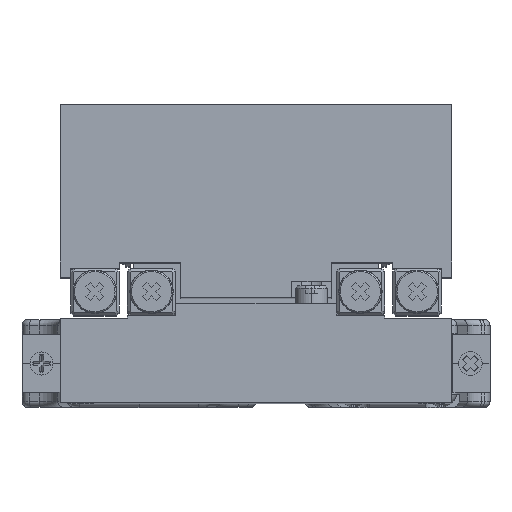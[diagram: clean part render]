
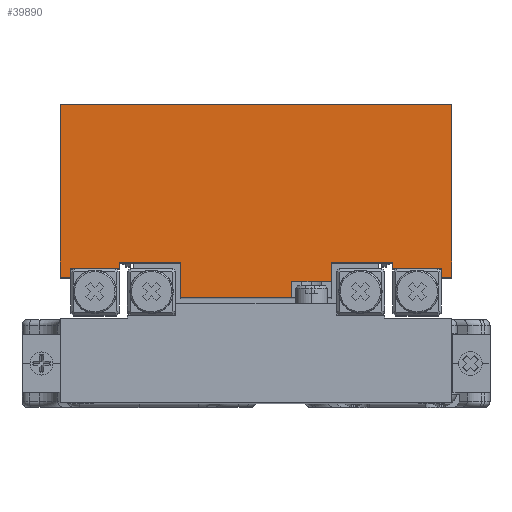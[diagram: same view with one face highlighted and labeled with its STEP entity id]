
A CAD part, top view. The second image highlights one B-rep face of the part: STEP entity #39890.
In plain terms, the highlighted planar face has unit normal (0, 0, 1).
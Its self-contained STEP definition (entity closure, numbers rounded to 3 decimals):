
#96 = VECTOR ( 'NONE', #14205, 1000. ) ;
#114 = CARTESIAN_POINT ( 'NONE',  ( -31.7, -1., 50. ) ) ;
#328 = VERTEX_POINT ( 'NONE', #10457 ) ;
#379 = ORIENTED_EDGE ( 'NONE', *, *, #13747, .T. ) ;
#414 = VERTEX_POINT ( 'NONE', #1033 ) ;
#571 = ORIENTED_EDGE ( 'NONE', *, *, #31528, .F. ) ;
#1033 = CARTESIAN_POINT ( 'NONE',  ( -23.4, 0., 50. ) ) ;
#2826 = DIRECTION ( 'NONE',  ( 1., 0., 0. ) ) ;
#2883 = DIRECTION ( 'NONE',  ( 1., 0., 0. ) ) ;
#3392 = VERTEX_POINT ( 'NONE', #24740 ) ;
#3794 = VECTOR ( 'NONE', #10109, 1000. ) ;
#4135 = EDGE_CURVE ( 'NONE', #19139, #42533, #6627, .T. ) ;
#4456 = VERTEX_POINT ( 'NONE', #8870 ) ;
#4966 = VECTOR ( 'NONE', #21058, 1000. ) ;
#5504 = FACE_OUTER_BOUND ( 'NONE', #24293, .T. ) ;
#5705 = VECTOR ( 'NONE', #25818, 1000. ) ;
#6104 = EDGE_CURVE ( 'NONE', #4456, #37393, #8505, .T. ) ;
#6309 = CARTESIAN_POINT ( 'NONE',  ( -33.5, -1., 50. ) ) ;
#6311 = CARTESIAN_POINT ( 'NONE',  ( 33.5, 27., 50. ) ) ;
#6627 = LINE ( 'NONE', #7016, #38335 ) ;
#6645 = CARTESIAN_POINT ( 'NONE',  ( 33.5, -2.5, 50. ) ) ;
#6788 = LINE ( 'NONE', #27921, #96 ) ;
#6942 = EDGE_CURVE ( 'NONE', #33696, #18480, #18863, .T. ) ;
#7016 = CARTESIAN_POINT ( 'NONE',  ( -31.7, -1., 50. ) ) ;
#7032 = LINE ( 'NONE', #11040, #4966 ) ;
#7105 = ORIENTED_EDGE ( 'NONE', *, *, #6104, .T. ) ;
#7275 = LINE ( 'NONE', #6311, #41543 ) ;
#7713 = EDGE_CURVE ( 'NONE', #37393, #19139, #6788, .T. ) ;
#7976 = DIRECTION ( 'NONE',  ( 1., 0., 0. ) ) ;
#8013 = EDGE_CURVE ( 'NONE', #24601, #40384, #7275, .T. ) ;
#8120 = CARTESIAN_POINT ( 'NONE',  ( 12.9, -6., 50. ) ) ;
#8422 = VERTEX_POINT ( 'NONE', #25781 ) ;
#8505 = LINE ( 'NONE', #33469, #10114 ) ;
#8520 = VERTEX_POINT ( 'NONE', #30044 ) ;
#8537 = LINE ( 'NONE', #34681, #9090 ) ;
#8870 = CARTESIAN_POINT ( 'NONE',  ( -33.5, 27., 50. ) ) ;
#8973 = VECTOR ( 'NONE', #42304, 1000. ) ;
#9090 = VECTOR ( 'NONE', #7976, 1000. ) ;
#9277 = DIRECTION ( 'NONE',  ( 1., 0., 0. ) ) ;
#9683 = EDGE_CURVE ( 'NONE', #414, #22457, #14503, .T. ) ;
#10109 = DIRECTION ( 'NONE',  ( 0., 1., 0. ) ) ;
#10114 = VECTOR ( 'NONE', #29674, 1000. ) ;
#10118 = DIRECTION ( 'NONE',  ( 0., -1., 0. ) ) ;
#10230 = DIRECTION ( 'NONE',  ( 0., 1., 0. ) ) ;
#10395 = LINE ( 'NONE', #41048, #5705 ) ;
#10457 = CARTESIAN_POINT ( 'NONE',  ( 31.7, -2.5, 50. ) ) ;
#10750 = ORIENTED_EDGE ( 'NONE', *, *, #23851, .T. ) ;
#11040 = CARTESIAN_POINT ( 'NONE',  ( -12.9, 0., 50. ) ) ;
#12310 = CARTESIAN_POINT ( 'NONE',  ( -12.9, -6., 50. ) ) ;
#12914 = ORIENTED_EDGE ( 'NONE', *, *, #23812, .T. ) ;
#13090 = LINE ( 'NONE', #36255, #30731 ) ;
#13132 = LINE ( 'NONE', #35396, #24556 ) ;
#13747 = EDGE_CURVE ( 'NONE', #19969, #3392, #16289, .T. ) ;
#13996 = DIRECTION ( 'NONE',  ( 0., -1., 0. ) ) ;
#14205 = DIRECTION ( 'NONE',  ( 1., 0., 0. ) ) ;
#14294 = ORIENTED_EDGE ( 'NONE', *, *, #8013, .F. ) ;
#14503 = LINE ( 'NONE', #42033, #25905 ) ;
#16017 = DIRECTION ( 'NONE',  ( 0., 0., -1. ) ) ;
#16092 = VECTOR ( 'NONE', #39916, 1000. ) ;
#16289 = LINE ( 'NONE', #25853, #32932 ) ;
#16295 = EDGE_CURVE ( 'NONE', #30661, #8520, #13090, .T. ) ;
#16520 = VECTOR ( 'NONE', #2826, 1000. ) ;
#16946 = ORIENTED_EDGE ( 'NONE', *, *, #40564, .T. ) ;
#17139 = ORIENTED_EDGE ( 'NONE', *, *, #35912, .T. ) ;
#17245 = ORIENTED_EDGE ( 'NONE', *, *, #18061, .F. ) ;
#17713 = ORIENTED_EDGE ( 'NONE', *, *, #36295, .T. ) ;
#18061 = EDGE_CURVE ( 'NONE', #18480, #20672, #10395, .T. ) ;
#18263 = ORIENTED_EDGE ( 'NONE', *, *, #4135, .T. ) ;
#18388 = EDGE_CURVE ( 'NONE', #35333, #20672, #37373, .T. ) ;
#18480 = VERTEX_POINT ( 'NONE', #33138 ) ;
#18648 = DIRECTION ( 'NONE',  ( -1., 0., 0. ) ) ;
#18863 = LINE ( 'NONE', #22799, #8973 ) ;
#19139 = VERTEX_POINT ( 'NONE', #30760 ) ;
#19221 = PLANE ( 'NONE',  #37723 ) ;
#19451 = DIRECTION ( 'NONE',  ( 1., 0., 0. ) ) ;
#19581 = ORIENTED_EDGE ( 'NONE', *, *, #7713, .T. ) ;
#19719 = ORIENTED_EDGE ( 'NONE', *, *, #16295, .T. ) ;
#19969 = VERTEX_POINT ( 'NONE', #25702 ) ;
#20061 = DIRECTION ( 'NONE',  ( 1., 0., 0. ) ) ;
#20139 = CARTESIAN_POINT ( 'NONE',  ( -23.4, 0., 50. ) ) ;
#20530 = ORIENTED_EDGE ( 'NONE', *, *, #28332, .T. ) ;
#20672 = VERTEX_POINT ( 'NONE', #33425 ) ;
#20948 = CARTESIAN_POINT ( 'NONE',  ( 23.4, 0., 50. ) ) ;
#21058 = DIRECTION ( 'NONE',  ( 0., -1., 0. ) ) ;
#21340 = ORIENTED_EDGE ( 'NONE', *, *, #18388, .T. ) ;
#22457 = VERTEX_POINT ( 'NONE', #27691 ) ;
#22799 = CARTESIAN_POINT ( 'NONE',  ( 6.1, -3.25, 50. ) ) ;
#23812 = EDGE_CURVE ( 'NONE', #3392, #30661, #30370, .T. ) ;
#23851 = EDGE_CURVE ( 'NONE', #328, #40384, #8537, .T. ) ;
#24293 = EDGE_LOOP ( 'NONE', ( #17245, #34966, #40898, #379, #12914, #19719, #17713, #10750, #14294, #571, #7105, #19581, #18263, #20530, #17139, #29006, #16946, #21340 ) ) ;
#24556 = VECTOR ( 'NONE', #25447, 1000. ) ;
#24601 = VERTEX_POINT ( 'NONE', #41279 ) ;
#24740 = CARTESIAN_POINT ( 'NONE',  ( 23.4, 0., 50. ) ) ;
#25069 = LINE ( 'NONE', #32416, #25613 ) ;
#25447 = DIRECTION ( 'NONE',  ( 0., -1., 0. ) ) ;
#25613 = VECTOR ( 'NONE', #2883, 1000. ) ;
#25630 = CARTESIAN_POINT ( 'NONE',  ( -33.5, -2.5, 50. ) ) ;
#25702 = CARTESIAN_POINT ( 'NONE',  ( 12.9, 0., 50. ) ) ;
#25781 = CARTESIAN_POINT ( 'NONE',  ( -23.4, -1., 50. ) ) ;
#25818 = DIRECTION ( 'NONE',  ( 0., -1., 0. ) ) ;
#25853 = CARTESIAN_POINT ( 'NONE',  ( -33.5, 0., 50. ) ) ;
#25905 = VECTOR ( 'NONE', #19451, 1000. ) ;
#27691 = CARTESIAN_POINT ( 'NONE',  ( -12.9, 0., 50. ) ) ;
#27921 = CARTESIAN_POINT ( 'NONE',  ( -33.5, -2.5, 50. ) ) ;
#28281 = VECTOR ( 'NONE', #13996, 1000. ) ;
#28332 = EDGE_CURVE ( 'NONE', #42533, #8422, #34168, .T. ) ;
#29006 = ORIENTED_EDGE ( 'NONE', *, *, #9683, .T. ) ;
#29219 = CARTESIAN_POINT ( 'NONE',  ( -12.9, -6., 50. ) ) ;
#29674 = DIRECTION ( 'NONE',  ( 0., -1., 0. ) ) ;
#30044 = CARTESIAN_POINT ( 'NONE',  ( 31.7, -1., 50. ) ) ;
#30370 = LINE ( 'NONE', #20948, #28281 ) ;
#30661 = VERTEX_POINT ( 'NONE', #38571 ) ;
#30731 = VECTOR ( 'NONE', #20061, 1000. ) ;
#30760 = CARTESIAN_POINT ( 'NONE',  ( -31.7, -2.5, 50. ) ) ;
#31528 = EDGE_CURVE ( 'NONE', #4456, #24601, #25069, .T. ) ;
#32416 = CARTESIAN_POINT ( 'NONE',  ( -33.5, 27., 50. ) ) ;
#32584 = CARTESIAN_POINT ( 'NONE',  ( -33.5, 27., 50. ) ) ;
#32932 = VECTOR ( 'NONE', #9277, 1000. ) ;
#33063 = LINE ( 'NONE', #8120, #39284 ) ;
#33138 = CARTESIAN_POINT ( 'NONE',  ( 6.1, -3.25, 50. ) ) ;
#33425 = CARTESIAN_POINT ( 'NONE',  ( 6.1, -6., 50. ) ) ;
#33469 = CARTESIAN_POINT ( 'NONE',  ( -33.5, 27., 50. ) ) ;
#33696 = VERTEX_POINT ( 'NONE', #36870 ) ;
#34168 = LINE ( 'NONE', #6309, #16520 ) ;
#34436 = DIRECTION ( 'NONE',  ( 0., 1., 0. ) ) ;
#34681 = CARTESIAN_POINT ( 'NONE',  ( 33.5, -2.5, 50. ) ) ;
#34966 = ORIENTED_EDGE ( 'NONE', *, *, #6942, .F. ) ;
#35333 = VERTEX_POINT ( 'NONE', #12310 ) ;
#35396 = CARTESIAN_POINT ( 'NONE',  ( 31.7, -1., 50. ) ) ;
#35912 = EDGE_CURVE ( 'NONE', #8422, #414, #35970, .T. ) ;
#35970 = LINE ( 'NONE', #20139, #3794 ) ;
#36255 = CARTESIAN_POINT ( 'NONE',  ( 33.5, -1., 50. ) ) ;
#36295 = EDGE_CURVE ( 'NONE', #8520, #328, #13132, .T. ) ;
#36870 = CARTESIAN_POINT ( 'NONE',  ( 12.9, -3.25, 50. ) ) ;
#37373 = LINE ( 'NONE', #29219, #16092 ) ;
#37393 = VERTEX_POINT ( 'NONE', #25630 ) ;
#37723 = AXIS2_PLACEMENT_3D ( 'NONE', #32584, #16017, #18648 ) ;
#38335 = VECTOR ( 'NONE', #10230, 1000. ) ;
#38571 = CARTESIAN_POINT ( 'NONE',  ( 23.4, -1., 50. ) ) ;
#39284 = VECTOR ( 'NONE', #34436, 1000. ) ;
#39890 = ADVANCED_FACE ( 'NONE', ( #5504 ), #19221, .F. ) ;
#39916 = DIRECTION ( 'NONE',  ( 1., 0., 0. ) ) ;
#39970 = EDGE_CURVE ( 'NONE', #33696, #19969, #33063, .T. ) ;
#40384 = VERTEX_POINT ( 'NONE', #6645 ) ;
#40564 = EDGE_CURVE ( 'NONE', #22457, #35333, #7032, .T. ) ;
#40898 = ORIENTED_EDGE ( 'NONE', *, *, #39970, .T. ) ;
#41048 = CARTESIAN_POINT ( 'NONE',  ( 6.1, 60.449, 50. ) ) ;
#41279 = CARTESIAN_POINT ( 'NONE',  ( 33.5, 27., 50. ) ) ;
#41543 = VECTOR ( 'NONE', #10118, 1000. ) ;
#42033 = CARTESIAN_POINT ( 'NONE',  ( -33.5, 0., 50. ) ) ;
#42304 = DIRECTION ( 'NONE',  ( -1., 0., 0. ) ) ;
#42533 = VERTEX_POINT ( 'NONE', #114 ) ;
